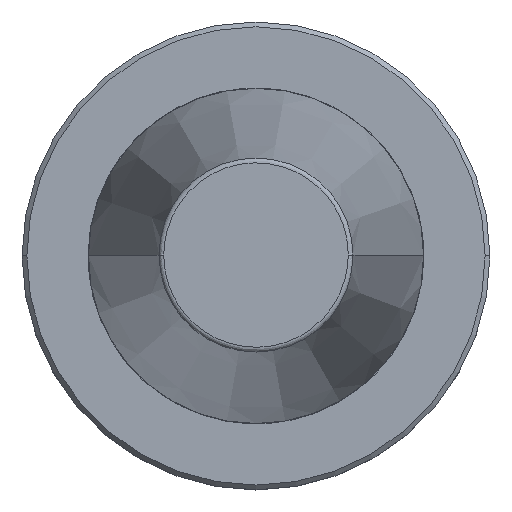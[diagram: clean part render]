
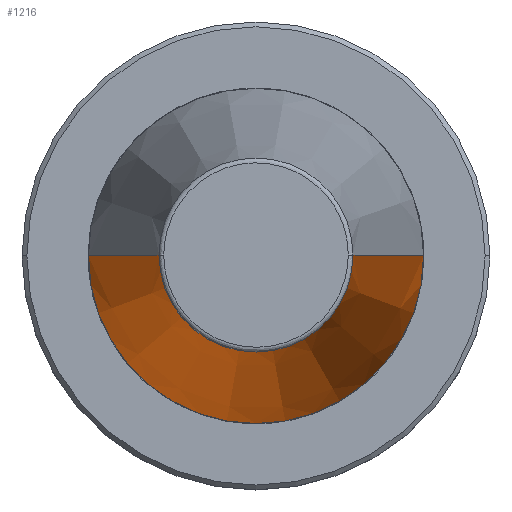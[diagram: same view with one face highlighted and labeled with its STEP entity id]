
A CAD part, top view. The second image highlights one B-rep face of the part: STEP entity #1216.
In plain terms, the highlighted conical face has half-angle 8.297 degrees and reference radius 34.925 mm.
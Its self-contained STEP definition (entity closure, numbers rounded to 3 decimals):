
#66 = EDGE_CURVE ( 'NONE', #535, #1420, #364, .T. ) ;
#160 = FACE_OUTER_BOUND ( 'NONE', #495, .T. ) ;
#217 = CIRCLE ( 'NONE', #636, 34.925 ) ;
#228 = VERTEX_POINT ( 'NONE', #1423 ) ;
#239 = ORIENTED_EDGE ( 'NONE', *, *, #1362, .T. ) ;
#267 = DIRECTION ( 'NONE',  ( -1., 0., 0. ) ) ;
#330 = CARTESIAN_POINT ( 'NONE',  ( 0., 0., 100.894 ) ) ;
#348 = DIRECTION ( 'NONE',  ( -0.144, 0., -0.99 ) ) ;
#356 = CONICAL_SURFACE ( 'NONE', #669, 34.925, 0.145 ) ;
#361 = LINE ( 'NONE', #836, #403 ) ;
#364 = LINE ( 'NONE', #1060, #1290 ) ;
#383 = CARTESIAN_POINT ( 'NONE',  ( -34.925, 0., 0. ) ) ;
#403 = VECTOR ( 'NONE', #891, 1000. ) ;
#432 = ORIENTED_EDGE ( 'NONE', *, *, #1293, .F. ) ;
#465 = DIRECTION ( 'NONE',  ( -1., 0., 0. ) ) ;
#474 = DIRECTION ( 'NONE',  ( 0., 0., 1. ) ) ;
#478 = CARTESIAN_POINT ( 'NONE',  ( 0., 0., 0. ) ) ;
#495 = EDGE_LOOP ( 'NONE', ( #432, #591, #877, #239 ) ) ;
#535 = VERTEX_POINT ( 'NONE', #995 ) ;
#591 = ORIENTED_EDGE ( 'NONE', *, *, #1506, .T. ) ;
#605 = VERTEX_POINT ( 'NONE', #1312 ) ;
#636 = AXIS2_PLACEMENT_3D ( 'NONE', #478, #474, #465 ) ;
#669 = AXIS2_PLACEMENT_3D ( 'NONE', #953, #961, #1101 ) ;
#714 = CIRCLE ( 'NONE', #784, 20.211 ) ;
#784 = AXIS2_PLACEMENT_3D ( 'NONE', #330, #1094, #267 ) ;
#836 = CARTESIAN_POINT ( 'NONE',  ( 34.925, 0., 0. ) ) ;
#877 = ORIENTED_EDGE ( 'NONE', *, *, #66, .T. ) ;
#891 = DIRECTION ( 'NONE',  ( 0.144, 0., -0.99 ) ) ;
#953 = CARTESIAN_POINT ( 'NONE',  ( 0., 0., 0. ) ) ;
#961 = DIRECTION ( 'NONE',  ( 0., 0., -1. ) ) ;
#995 = CARTESIAN_POINT ( 'NONE',  ( -20.211, 0., 100.894 ) ) ;
#1060 = CARTESIAN_POINT ( 'NONE',  ( -34.925, 0., 0. ) ) ;
#1094 = DIRECTION ( 'NONE',  ( 0., 0., -1. ) ) ;
#1101 = DIRECTION ( 'NONE',  ( -1., 0., 0. ) ) ;
#1216 = ADVANCED_FACE ( 'NONE', ( #160 ), #356, .T. ) ;
#1290 = VECTOR ( 'NONE', #348, 1000. ) ;
#1293 = EDGE_CURVE ( 'NONE', #228, #605, #361, .T. ) ;
#1312 = CARTESIAN_POINT ( 'NONE',  ( 34.925, 0., 0. ) ) ;
#1362 = EDGE_CURVE ( 'NONE', #1420, #605, #217, .T. ) ;
#1420 = VERTEX_POINT ( 'NONE', #383 ) ;
#1423 = CARTESIAN_POINT ( 'NONE',  ( 20.211, 0., 100.894 ) ) ;
#1506 = EDGE_CURVE ( 'NONE', #228, #535, #714, .T. ) ;
